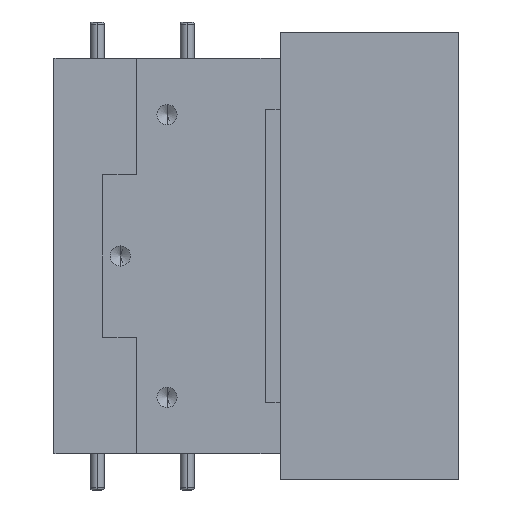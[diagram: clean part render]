
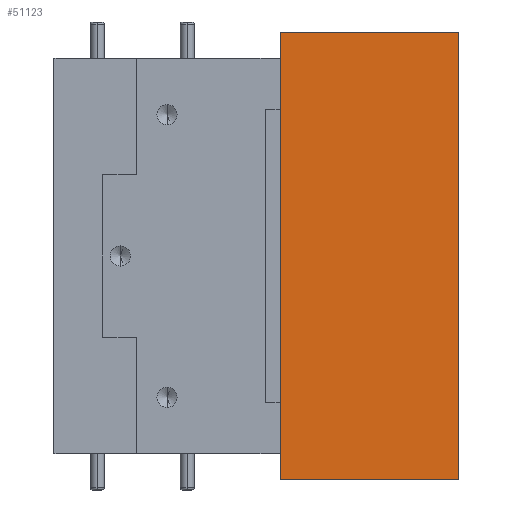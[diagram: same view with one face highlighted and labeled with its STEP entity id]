
A CAD part, left-side view. The second image highlights one B-rep face of the part: STEP entity #51123.
In plain terms, the highlighted planar face has unit normal (-1, 0, 0).
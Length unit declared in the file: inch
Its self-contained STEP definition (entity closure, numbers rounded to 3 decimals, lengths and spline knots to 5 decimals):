
#38 = ORIENTED_EDGE ( 'NONE', *, *, #7329, .T. ) ;
#489 = ORIENTED_EDGE ( 'NONE', *, *, #49023, .F. ) ;
#2104 = VECTOR ( 'NONE', #36132, 39.37008 ) ;
#4854 = CARTESIAN_POINT ( 'NONE',  ( -0.988, -1.288, -0.988 ) ) ;
#6568 = FACE_OUTER_BOUND ( 'NONE', #19533, .T. ) ;
#7329 = EDGE_CURVE ( 'NONE', #36031, #24111, #22353, .T. ) ;
#7777 = DIRECTION ( 'NONE',  ( 0., 0., -1. ) ) ;
#9316 = ORIENTED_EDGE ( 'NONE', *, *, #16749, .T. ) ;
#10734 = LINE ( 'NONE', #26944, #28801 ) ;
#12971 = VERTEX_POINT ( 'NONE', #37318 ) ;
#14211 = EDGE_CURVE ( 'NONE', #28826, #12971, #39774, .T. ) ;
#16749 = EDGE_CURVE ( 'NONE', #28826, #36031, #42364, .T. ) ;
#19533 = EDGE_LOOP ( 'NONE', ( #38, #489, #36287, #9316 ) ) ;
#22353 = LINE ( 'NONE', #27020, #49205 ) ;
#22489 = CARTESIAN_POINT ( 'NONE',  ( -0.988, -1.288, 0.988 ) ) ;
#24111 = VERTEX_POINT ( 'NONE', #4854 ) ;
#25870 = PLANE ( 'NONE',  #26334 ) ;
#26001 = CARTESIAN_POINT ( 'NONE',  ( -0.988, -0.5, -0.988 ) ) ;
#26334 = AXIS2_PLACEMENT_3D ( 'NONE', #22489, #34538, #7777 ) ;
#26689 = DIRECTION ( 'NONE',  ( 0., 0., -1. ) ) ;
#26944 = CARTESIAN_POINT ( 'NONE',  ( -0.988, -1.288, 0.988 ) ) ;
#27020 = CARTESIAN_POINT ( 'NONE',  ( -0.988, -1.288, -0.988 ) ) ;
#28801 = VECTOR ( 'NONE', #26689, 39.37008 ) ;
#28826 = VERTEX_POINT ( 'NONE', #40656 ) ;
#34538 = DIRECTION ( 'NONE',  ( 1., 0., 0. ) ) ;
#36031 = VERTEX_POINT ( 'NONE', #26001 ) ;
#36132 = DIRECTION ( 'NONE',  ( 0., -1., 0. ) ) ;
#36287 = ORIENTED_EDGE ( 'NONE', *, *, #14211, .F. ) ;
#37257 = VECTOR ( 'NONE', #42106, 39.37008 ) ;
#37318 = CARTESIAN_POINT ( 'NONE',  ( -0.988, -1.288, 0.988 ) ) ;
#39774 = LINE ( 'NONE', #47331, #2104 ) ;
#40656 = CARTESIAN_POINT ( 'NONE',  ( -0.988, -0.5, 0.988 ) ) ;
#42106 = DIRECTION ( 'NONE',  ( 0., 0., -1. ) ) ;
#42364 = LINE ( 'NONE', #50412, #37257 ) ;
#47331 = CARTESIAN_POINT ( 'NONE',  ( -0.988, -1.288, 0.988 ) ) ;
#49023 = EDGE_CURVE ( 'NONE', #12971, #24111, #10734, .T. ) ;
#49205 = VECTOR ( 'NONE', #50027, 39.37008 ) ;
#50027 = DIRECTION ( 'NONE',  ( 0., -1., 0. ) ) ;
#50412 = CARTESIAN_POINT ( 'NONE',  ( -0.988, -0.5, 0.988 ) ) ;
#51123 = ADVANCED_FACE ( 'NONE', ( #6568 ), #25870, .F. ) ;
